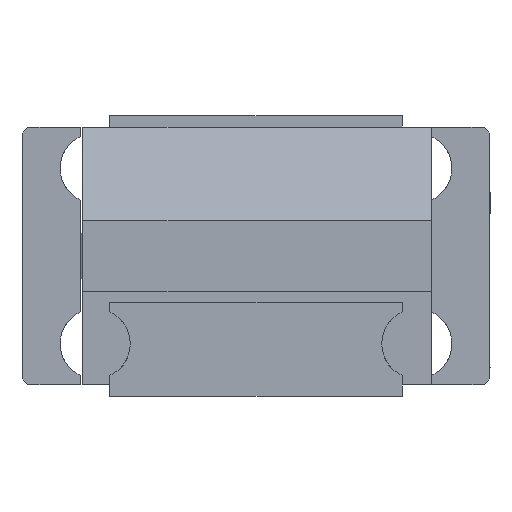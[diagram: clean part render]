
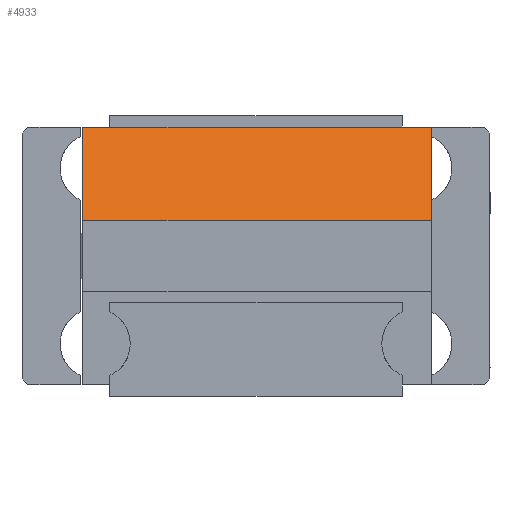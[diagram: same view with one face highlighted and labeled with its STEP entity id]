
A CAD part, front view. The second image highlights one B-rep face of the part: STEP entity #4933.
In plain terms, the highlighted face is planar.
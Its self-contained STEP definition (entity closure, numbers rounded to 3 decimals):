
#4894=CARTESIAN_POINT('',(15.0,-3.0,-3.0));
#4895=DIRECTION('',(0.0,-0.707,-0.707));
#4896=DIRECTION('',(-1.0,0.0,0.0));
#4897=AXIS2_PLACEMENT_3D('',#4894,#4895,#4896);
#4898=PLANE('',#4897);
#4899=CARTESIAN_POINT('',(-14.8,-7.0,1.0));
#4900=VERTEX_POINT('',#4899);
#4901=CARTESIAN_POINT('',(-14.8,1.0,-7.0));
#4902=VERTEX_POINT('',#4901);
#4903=CARTESIAN_POINT('',(-14.8,-7.0,1.0));
#4904=DIRECTION('',(0.0,0.707,-0.707));
#4905=VECTOR('',#4904,11.314);
#4906=LINE('',#4903,#4905);
#4907=EDGE_CURVE('',#4900,#4902,#4906,.T.);
#4908=ORIENTED_EDGE('',*,*,#4907,.T.);
#4909=CARTESIAN_POINT('',(15.0,1.0,-7.0));
#4910=VERTEX_POINT('',#4909);
#4911=CARTESIAN_POINT('',(-14.8,1.0,-7.0));
#4912=DIRECTION('',(1.0,0.0,0.0));
#4913=VECTOR('',#4912,29.8);
#4914=LINE('',#4911,#4913);
#4915=EDGE_CURVE('',#4902,#4910,#4914,.T.);
#4916=ORIENTED_EDGE('',*,*,#4915,.T.);
#4917=CARTESIAN_POINT('',(15.0,-7.0,1.0));
#4918=VERTEX_POINT('',#4917);
#4919=CARTESIAN_POINT('',(15.0,1.0,-7.0));
#4920=DIRECTION('',(0.0,-0.707,0.707));
#4921=VECTOR('',#4920,11.314);
#4922=LINE('',#4919,#4921);
#4923=EDGE_CURVE('',#4910,#4918,#4922,.T.);
#4924=ORIENTED_EDGE('',*,*,#4923,.T.);
#4925=CARTESIAN_POINT('',(15.0,-7.0,1.0));
#4926=DIRECTION('',(-1.0,0.0,0.0));
#4927=VECTOR('',#4926,29.8);
#4928=LINE('',#4925,#4927);
#4929=EDGE_CURVE('',#4918,#4900,#4928,.T.);
#4930=ORIENTED_EDGE('',*,*,#4929,.T.);
#4931=EDGE_LOOP('',(#4908,#4916,#4924,#4930));
#4932=FACE_OUTER_BOUND('',#4931,.T.);
#4933=ADVANCED_FACE('',(#4932),#4898,.T.);
